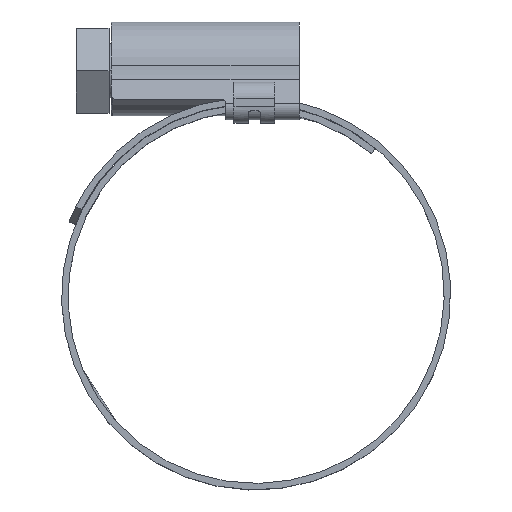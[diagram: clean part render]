
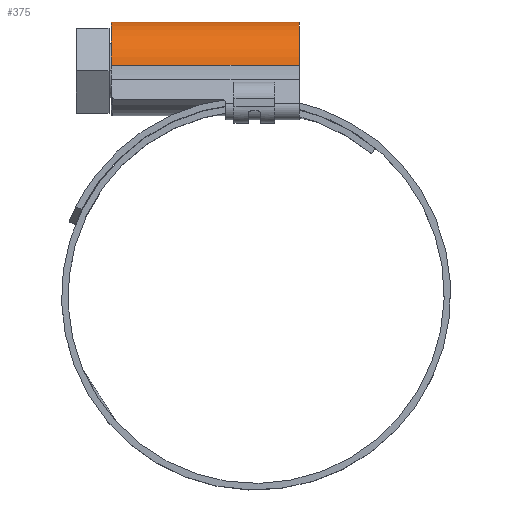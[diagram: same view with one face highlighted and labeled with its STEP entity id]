
A CAD part, top view. The second image highlights one B-rep face of the part: STEP entity #375.
In plain terms, the highlighted cylindrical face has radius 6 mm (diameter 12 mm), a partial arc.
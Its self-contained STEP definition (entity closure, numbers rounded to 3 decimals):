
#2 = DIRECTION ( 'NONE',  ( 1., 0., 0. ) ) ;
#159 = LINE ( 'NONE', #1792, #349 ) ;
#262 = VERTEX_POINT ( 'NONE', #2749 ) ;
#349 = VECTOR ( 'NONE', #1124, 1000. ) ;
#375 = ADVANCED_FACE ( 'NONE', ( #2576 ), #2870, .T. ) ;
#445 = AXIS2_PLACEMENT_3D ( 'NONE', #3616, #1081, #1419 ) ;
#451 = AXIS2_PLACEMENT_3D ( 'NONE', #1305, #3794, #687 ) ;
#621 = VERTEX_POINT ( 'NONE', #1755 ) ;
#666 = ORIENTED_EDGE ( 'NONE', *, *, #912, .F. ) ;
#687 = DIRECTION ( 'NONE',  ( 0., 0., -1. ) ) ;
#912 = EDGE_CURVE ( 'NONE', #2609, #621, #2226, .T. ) ;
#1081 = DIRECTION ( 'NONE',  ( 1., 0., 0. ) ) ;
#1124 = DIRECTION ( 'NONE',  ( 1., 0., 0. ) ) ;
#1258 = EDGE_LOOP ( 'NONE', ( #666, #3620, #1638, #2416 ) ) ;
#1279 = DIRECTION ( 'NONE',  ( 0., 0., 1. ) ) ;
#1305 = CARTESIAN_POINT ( 'NONE',  ( -17.5, 27.5, 0. ) ) ;
#1419 = DIRECTION ( 'NONE',  ( 0., 0., -1. ) ) ;
#1602 = EDGE_CURVE ( 'NONE', #3822, #621, #159, .T. ) ;
#1638 = ORIENTED_EDGE ( 'NONE', *, *, #2318, .T. ) ;
#1755 = CARTESIAN_POINT ( 'NONE',  ( 5.5, 28.165, 5.963 ) ) ;
#1792 = CARTESIAN_POINT ( 'NONE',  ( -17.5, 28.165, 5.963 ) ) ;
#2226 = CIRCLE ( 'NONE', #445, 6. ) ;
#2300 = CIRCLE ( 'NONE', #3944, 6. ) ;
#2318 = EDGE_CURVE ( 'NONE', #262, #3822, #2300, .T. ) ;
#2416 = ORIENTED_EDGE ( 'NONE', *, *, #1602, .T. ) ;
#2544 = CARTESIAN_POINT ( 'NONE',  ( -17.5, 28.165, 5.963 ) ) ;
#2576 = FACE_OUTER_BOUND ( 'NONE', #1258, .T. ) ;
#2609 = VERTEX_POINT ( 'NONE', #3419 ) ;
#2749 = CARTESIAN_POINT ( 'NONE',  ( -17.5, 28.165, -5.963 ) ) ;
#2846 = CARTESIAN_POINT ( 'NONE',  ( -17.5, 27.5, 0. ) ) ;
#2870 = CYLINDRICAL_SURFACE ( 'NONE', #451, 6. ) ;
#2884 = LINE ( 'NONE', #3723, #3342 ) ;
#3342 = VECTOR ( 'NONE', #4071, 1000. ) ;
#3419 = CARTESIAN_POINT ( 'NONE',  ( 5.5, 28.165, -5.963 ) ) ;
#3458 = EDGE_CURVE ( 'NONE', #262, #2609, #2884, .T. ) ;
#3616 = CARTESIAN_POINT ( 'NONE',  ( 5.5, 27.5, 0. ) ) ;
#3620 = ORIENTED_EDGE ( 'NONE', *, *, #3458, .F. ) ;
#3723 = CARTESIAN_POINT ( 'NONE',  ( -17.5, 28.165, -5.963 ) ) ;
#3794 = DIRECTION ( 'NONE',  ( 1., 0., 0. ) ) ;
#3822 = VERTEX_POINT ( 'NONE', #2544 ) ;
#3944 = AXIS2_PLACEMENT_3D ( 'NONE', #2846, #2, #1279 ) ;
#4071 = DIRECTION ( 'NONE',  ( 1., 0., 0. ) ) ;
